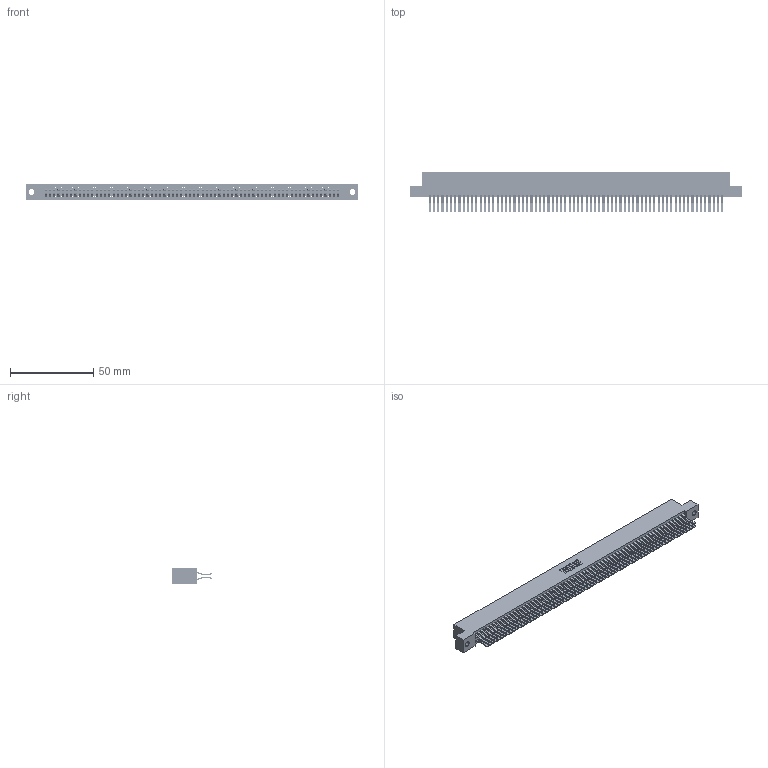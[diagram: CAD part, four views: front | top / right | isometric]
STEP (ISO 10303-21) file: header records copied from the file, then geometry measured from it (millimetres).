
FILE_DESCRIPTION (( 'STEP AP203' ), '1' );
FILE_NAME ('345-140-560-202.STEP', '2019-11-08T23:43:12', ( '' ), ( '' ), 'SwSTEP 2.0', 'SolidWorks 2016', '' );
FILE_SCHEMA (( 'CONFIG_CONTROL_DESIGN' ));
Length unit declared in the file: inch
Products named in the file (3): 345-140-560-202; 345 Part_Flush Mounting Lugs - 0.128 Dia; 345-292-001_560 Tail
Assembly tree (141 placements, depth 2):
  345-140-560-202
    345 Part_Flush Mounting Lugs - 0.128 Dia
    345-292-001_560 Tail  x140
Bounding box: 199.01 x 24.45 x 9.4 mm (x, y, z)
Volume: 20472.8 mm3; surface area: 32891.9 mm2
Topology: 141 solids, 141 shells, 7406 faces, 22041 edges, 14506 vertices
Faces by surface type: plane 4700, cylinder 2706
Entity records: 51245 total; most frequent: CARTESIAN_POINT 8564, ORIENTED_EDGE 8498, DIRECTION 7521, EDGE_CURVE 4249, LINE 3833, VECTOR 3833, VERTEX_POINT 2830, AXIS2_PLACEMENT_3D 1844
